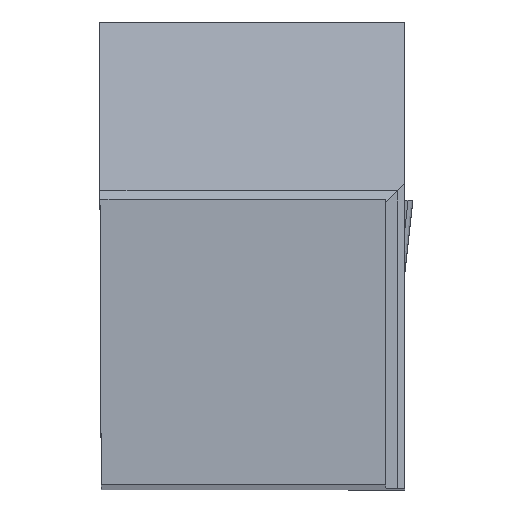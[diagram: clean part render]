
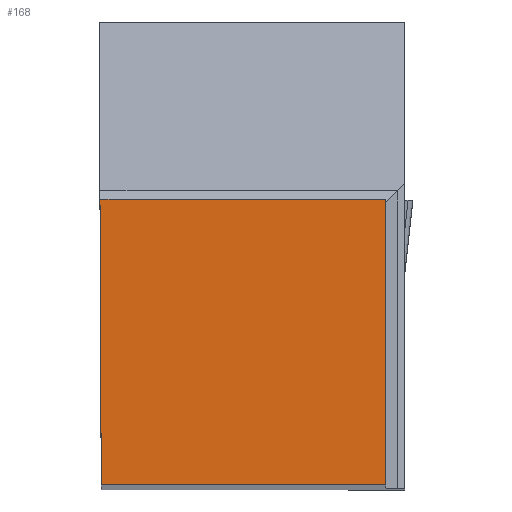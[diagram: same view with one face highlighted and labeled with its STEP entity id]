
A CAD part, top view. The second image highlights one B-rep face of the part: STEP entity #168.
In plain terms, the highlighted planar face has unit normal (0, 0, 1).
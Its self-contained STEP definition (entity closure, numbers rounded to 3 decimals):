
#168=ADVANCED_FACE('BLANK_BOXF006',(#269),#214,.F.);
#214=PLANE('',#1262);
#269=FACE_OUTER_BOUND('',#324,.T.);
#324=EDGE_LOOP('',(#561,#562,#563,#564));
#561=ORIENTED_EDGE('',*,*,#868,.T.);
#562=ORIENTED_EDGE('',*,*,#869,.T.);
#563=ORIENTED_EDGE('',*,*,#864,.T.);
#564=ORIENTED_EDGE('',*,*,#856,.T.);
#723=VERTEX_POINT('',#1961);
#724=VERTEX_POINT('',#1963);
#729=VERTEX_POINT('',#1978);
#732=VERTEX_POINT('',#1986);
#856=EDGE_CURVE('',#724,#723,#982,.T.);
#864=EDGE_CURVE('',#729,#724,#990,.T.);
#868=EDGE_CURVE('',#723,#732,#994,.T.);
#869=EDGE_CURVE('',#732,#729,#995,.T.);
#982=LINE('',#1962,#1112);
#990=LINE('',#1977,#1120);
#994=LINE('',#1985,#1124);
#995=LINE('',#1987,#1125);
#1112=VECTOR('',#1482,1.);
#1120=VECTOR('',#1494,1.);
#1124=VECTOR('',#1500,1.);
#1125=VECTOR('',#1501,1.);
#1262=AXIS2_PLACEMENT_3D('',#1988,#1502,#1503);
#1482=DIRECTION('',(1.,0.,0.));
#1494=DIRECTION('',(0.004,-1.,0.));
#1500=DIRECTION('',(0.,1.,0.));
#1501=DIRECTION('',(-1.,0.,0.));
#1502=DIRECTION('',(0.,0.,-1.));
#1503=DIRECTION('',(0.,-1.,0.));
#1961=CARTESIAN_POINT('',(11.875,0.,0.));
#1962=CARTESIAN_POINT('',(-125.55,0.,0.));
#1963=CARTESIAN_POINT('',(0.052,0.,0.));
#1977=CARTESIAN_POINT('',(-0.496,125.549,0.));
#1978=CARTESIAN_POINT('',(0.,11.875,0.));
#1985=CARTESIAN_POINT('',(11.875,-125.55,0.));
#1986=CARTESIAN_POINT('',(11.875,11.875,0.));
#1987=CARTESIAN_POINT('',(125.55,11.875,0.));
#1988=CARTESIAN_POINT('',(12.675,-5.,0.));
